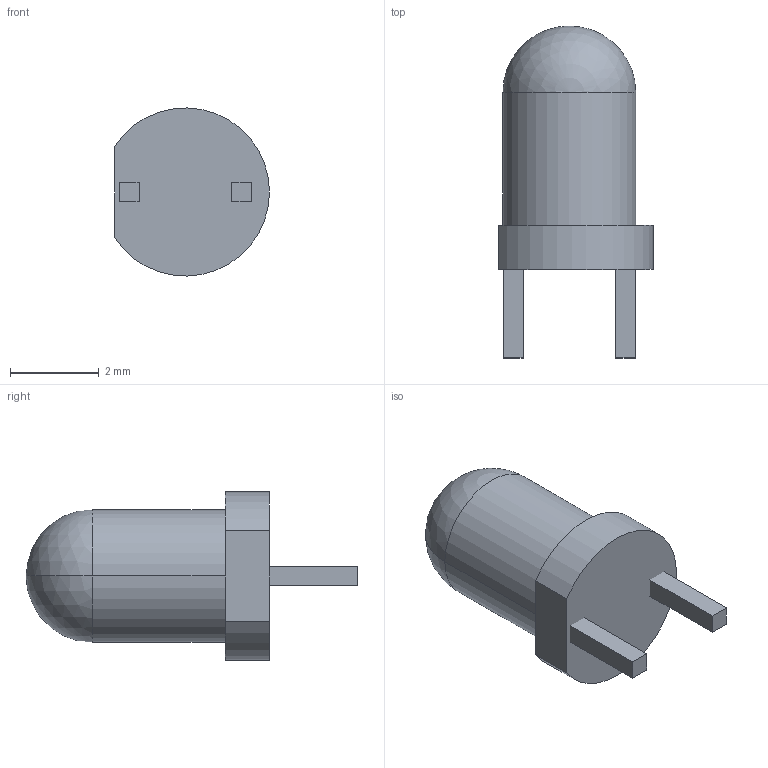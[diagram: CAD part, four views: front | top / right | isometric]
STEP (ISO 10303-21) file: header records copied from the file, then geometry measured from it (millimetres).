
FILE_DESCRIPTION (( 'STEP AP214' ), '1' );
FILE_NAME ('LED-3mm-clear.step', '2021-01-17T23:19:47', ( '' ), ( '' ), 'SwSTEP 2.0', 'SolidWorks 2020', '' );
FILE_SCHEMA (( 'AUTOMOTIVE_DESIGN' ));
Length unit declared in the file: millimetre
Products named in the file (1): LED-3mm-clear
Bounding box: 3.5 x 7.5 x 3.8 mm (x, y, z)
Volume: 41.8 mm3; surface area: 92.4 mm2
Topology: 3 solids, 3 shells, 44 faces, 111 edges, 73 vertices
Faces by surface type: plane 33, cone 4, cylinder 3, sphere 2, torus 2
Entity records: 1461 total; most frequent: CARTESIAN_POINT 379, ORIENTED_EDGE 214, DIRECTION 199, EDGE_CURVE 107, LINE 81, VECTOR 81, VERTEX_POINT 71, AXIS2_PLACEMENT_3D 59
